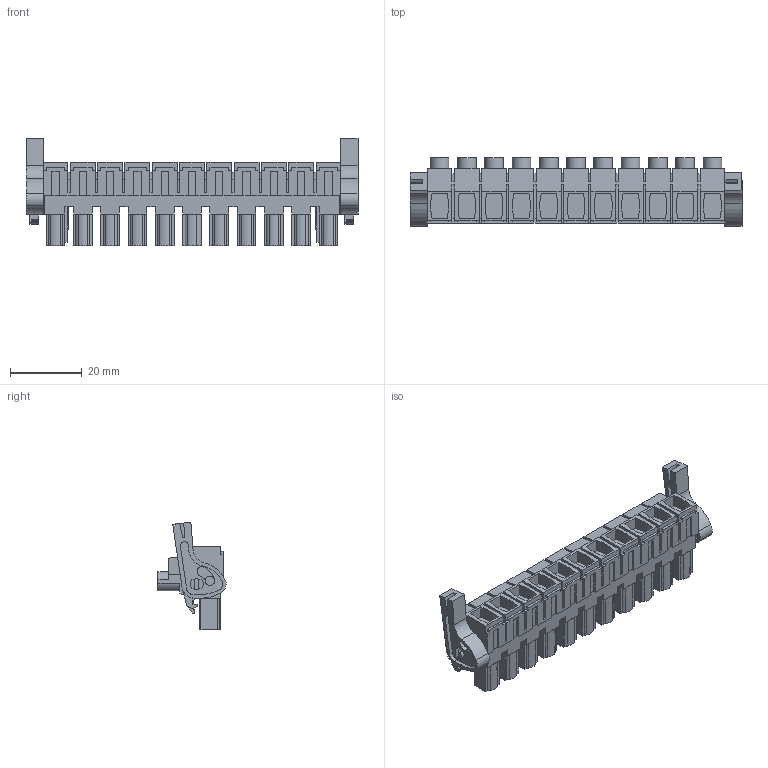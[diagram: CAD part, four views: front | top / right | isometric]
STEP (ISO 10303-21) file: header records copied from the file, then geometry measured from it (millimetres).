
FILE_DESCRIPTION(('CATIA V5 STEP Exchange','CAx-IF Rec.Pracs.--- Model Styling and Organization---1.2---2011-12-15'),'2;1');
FILE_NAME ('D1449569_0', '2017-06-08T09:09:07+00:00', ('none'), ('Weidmueller'), 'CATIA Version 5-6 Release 2014', 'CATIA V5 STEP AP214', 'none');
FILE_SCHEMA(('AUTOMOTIVE_DESIGN { 1 0 10303 214 1 1 1 1 }'));
Length unit declared in the file: millimetre
Products named in the file (1): 1165010000
Bounding box: 92.7 x 19.05 x 30.02 mm (x, y, z)
Volume: 16516.2 mm3; surface area: 13887.3 mm2
Topology: 14 solids, 14 shells, 1255 faces, 3631 edges, 2458 vertices
Faces by surface type: plane 976, cylinder 277, extrusion 2
Entity records: 39386 total; most frequent: ORIENTED_EDGE 7262, CARTESIAN_POINT 6973, DIRECTION 5145, EDGE_CURVE 3631, VECTOR 2989, LINE 2987, VERTEX_POINT 2458, AXIS2_PLACEMENT_3D 1393
